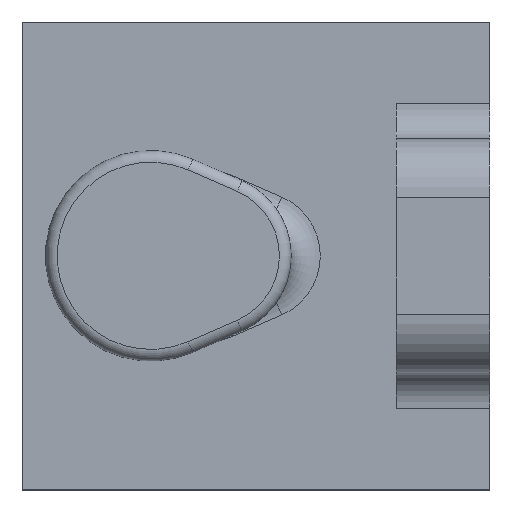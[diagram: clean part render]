
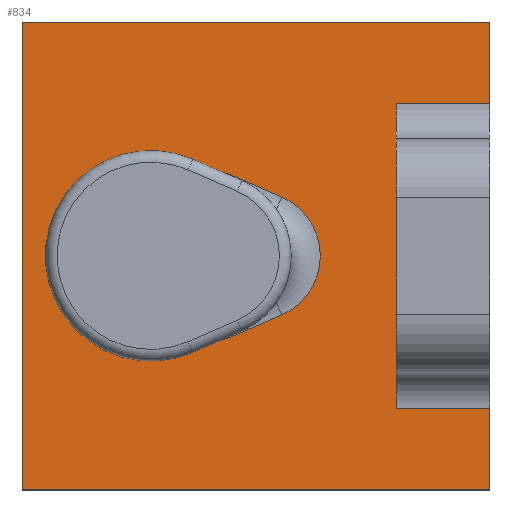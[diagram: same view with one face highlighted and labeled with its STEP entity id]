
A CAD part, top view. The second image highlights one B-rep face of the part: STEP entity #834.
In plain terms, the highlighted planar face has unit normal (0, 0, 1).
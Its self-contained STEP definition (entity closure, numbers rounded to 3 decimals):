
#15=FACE_BOUND('',#241,.T.);
#27=PLANE('',#919);
#47=LINE('',#1652,#99);
#49=LINE('',#1660,#101);
#52=LINE('',#1668,#104);
#53=LINE('',#1670,#105);
#54=LINE('',#1672,#106);
#55=LINE('',#1674,#107);
#56=LINE('',#1676,#108);
#57=LINE('',#1678,#109);
#58=LINE('',#1680,#110);
#59=LINE('',#1682,#111);
#60=LINE('',#1684,#112);
#61=LINE('',#1686,#113);
#62=LINE('',#1688,#114);
#63=LINE('',#1689,#115);
#99=VECTOR('',#1051,10.);
#101=VECTOR('',#1063,10.);
#104=VECTOR('',#1072,10.);
#105=VECTOR('',#1073,10.);
#106=VECTOR('',#1074,10.);
#107=VECTOR('',#1075,10.);
#108=VECTOR('',#1076,10.);
#109=VECTOR('',#1077,10.);
#110=VECTOR('',#1078,10.);
#111=VECTOR('',#1079,10.);
#112=VECTOR('',#1080,10.);
#113=VECTOR('',#1081,10.);
#114=VECTOR('',#1082,10.);
#115=VECTOR('',#1083,10.);
#187=FACE_OUTER_BOUND('',#240,.T.);
#240=EDGE_LOOP('',(#653,#654,#655,#656,#657,#658,#659,#660,#661,#662,#663,
#664));
#241=EDGE_LOOP('',(#665,#666,#667,#668));
#316=CIRCLE('',#909,2.75);
#319=CIRCLE('',#914,3.75);
#375=VERTEX_POINT('',#1641);
#377=VERTEX_POINT('',#1645);
#379=VERTEX_POINT('',#1650);
#380=VERTEX_POINT('',#1655);
#381=VERTEX_POINT('',#1666);
#382=VERTEX_POINT('',#1667);
#383=VERTEX_POINT('',#1669);
#384=VERTEX_POINT('',#1671);
#385=VERTEX_POINT('',#1673);
#386=VERTEX_POINT('',#1675);
#387=VERTEX_POINT('',#1677);
#388=VERTEX_POINT('',#1679);
#389=VERTEX_POINT('',#1681);
#390=VERTEX_POINT('',#1683);
#391=VERTEX_POINT('',#1685);
#392=VERTEX_POINT('',#1687);
#472=EDGE_CURVE('',#377,#375,#316,.T.);
#474=EDGE_CURVE('',#379,#377,#47,.T.);
#477=EDGE_CURVE('',#380,#379,#319,.T.);
#479=EDGE_CURVE('',#375,#380,#49,.T.);
#482=EDGE_CURVE('',#381,#382,#52,.T.);
#483=EDGE_CURVE('',#382,#383,#53,.T.);
#484=EDGE_CURVE('',#383,#384,#54,.T.);
#485=EDGE_CURVE('',#384,#385,#55,.T.);
#486=EDGE_CURVE('',#385,#386,#56,.T.);
#487=EDGE_CURVE('',#386,#387,#57,.T.);
#488=EDGE_CURVE('',#388,#387,#58,.T.);
#489=EDGE_CURVE('',#388,#389,#59,.T.);
#490=EDGE_CURVE('',#389,#390,#60,.T.);
#491=EDGE_CURVE('',#390,#391,#61,.T.);
#492=EDGE_CURVE('',#392,#391,#62,.T.);
#493=EDGE_CURVE('',#392,#381,#63,.T.);
#653=ORIENTED_EDGE('',*,*,#482,.T.);
#654=ORIENTED_EDGE('',*,*,#483,.T.);
#655=ORIENTED_EDGE('',*,*,#484,.T.);
#656=ORIENTED_EDGE('',*,*,#485,.T.);
#657=ORIENTED_EDGE('',*,*,#486,.T.);
#658=ORIENTED_EDGE('',*,*,#487,.T.);
#659=ORIENTED_EDGE('',*,*,#488,.F.);
#660=ORIENTED_EDGE('',*,*,#489,.T.);
#661=ORIENTED_EDGE('',*,*,#490,.T.);
#662=ORIENTED_EDGE('',*,*,#491,.T.);
#663=ORIENTED_EDGE('',*,*,#492,.F.);
#664=ORIENTED_EDGE('',*,*,#493,.T.);
#665=ORIENTED_EDGE('',*,*,#472,.F.);
#666=ORIENTED_EDGE('',*,*,#474,.F.);
#667=ORIENTED_EDGE('',*,*,#477,.F.);
#668=ORIENTED_EDGE('',*,*,#479,.F.);
#834=ADVANCED_FACE('',(#187,#15),#27,.T.);
#909=AXIS2_PLACEMENT_3D('',#1647,#1045,#1046);
#914=AXIS2_PLACEMENT_3D('',#1657,#1057,#1058);
#919=AXIS2_PLACEMENT_3D('',#1665,#1070,#1071);
#1045=DIRECTION('center_axis',(0.,0.,1.));
#1046=DIRECTION('ref_axis',(1.,0.,0.));
#1051=DIRECTION('',(0.917,0.4,0.));
#1057=DIRECTION('center_axis',(0.,0.,1.));
#1058=DIRECTION('ref_axis',(-1.,0.,0.));
#1063=DIRECTION('',(-0.917,0.4,0.));
#1070=DIRECTION('center_axis',(0.,0.,1.));
#1071=DIRECTION('ref_axis',(1.,0.,0.));
#1072=DIRECTION('',(1.,0.,0.));
#1073=DIRECTION('',(0.,1.,0.));
#1074=DIRECTION('',(-1.,0.,0.));
#1075=DIRECTION('',(0.,-1.,0.));
#1076=DIRECTION('',(1.,0.,0.));
#1077=DIRECTION('',(0.,1.,0.));
#1078=DIRECTION('',(1.,0.,0.));
#1079=DIRECTION('',(0.,1.,0.));
#1080=DIRECTION('',(1.,0.,0.));
#1081=DIRECTION('',(0.,1.,0.));
#1082=DIRECTION('',(1.,0.,0.));
#1083=DIRECTION('',(0.,1.,0.));
#1641=CARTESIAN_POINT('',(1.1,2.52,0.));
#1645=CARTESIAN_POINT('',(1.1,-2.52,0.));
#1647=CARTESIAN_POINT('Origin',(0.,0.,
0.));
#1650=CARTESIAN_POINT('',(-1.,-3.437,0.));
#1652=CARTESIAN_POINT('',(0.05,-2.979,0.));
#1655=CARTESIAN_POINT('',(-1.,3.437,0.));
#1657=CARTESIAN_POINT('Origin',(-2.5,0.,0.));
#1660=CARTESIAN_POINT('',(1.1,2.52,0.));
#1665=CARTESIAN_POINT('Origin',(0.,0.,0.));
#1666=CARTESIAN_POINT('',(6.,6.5,0.));
#1667=CARTESIAN_POINT('',(10.,6.5,0.));
#1668=CARTESIAN_POINT('',(5.,6.5,0.));
#1669=CARTESIAN_POINT('',(10.,10.,0.));
#1670=CARTESIAN_POINT('',(10.,-10.,0.));
#1671=CARTESIAN_POINT('',(-10.,10.,0.));
#1672=CARTESIAN_POINT('',(10.,10.,0.));
#1673=CARTESIAN_POINT('',(-10.,-10.,0.));
#1674=CARTESIAN_POINT('',(-10.,10.,0.));
#1675=CARTESIAN_POINT('',(10.,-10.,0.));
#1676=CARTESIAN_POINT('',(-10.,-10.,0.));
#1677=CARTESIAN_POINT('',(10.,-6.5,0.));
#1678=CARTESIAN_POINT('',(10.,-10.,0.));
#1679=CARTESIAN_POINT('',(6.,-6.5,0.));
#1680=CARTESIAN_POINT('',(10.,-6.5,0.));
#1681=CARTESIAN_POINT('',(6.,-2.5,0.));
#1682=CARTESIAN_POINT('',(6.,0.,0.));
#1683=CARTESIAN_POINT('',(10.,-2.5,0.));
#1684=CARTESIAN_POINT('',(10.,-2.5,0.));
#1685=CARTESIAN_POINT('',(10.,2.5,0.));
#1686=CARTESIAN_POINT('',(10.,-10.,0.));
#1687=CARTESIAN_POINT('',(6.,2.5,0.));
#1688=CARTESIAN_POINT('',(10.,2.5,0.));
#1689=CARTESIAN_POINT('',(6.,0.,0.));
